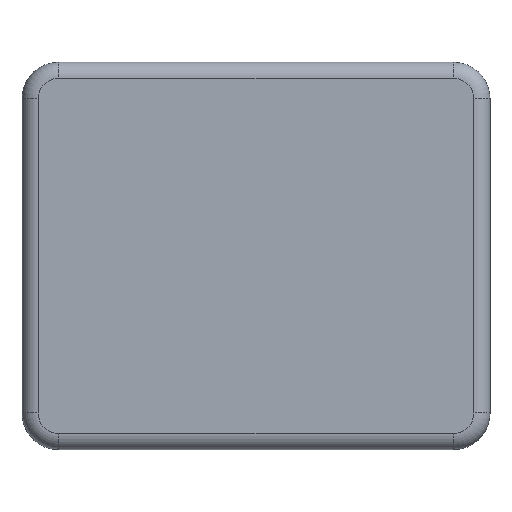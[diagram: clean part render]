
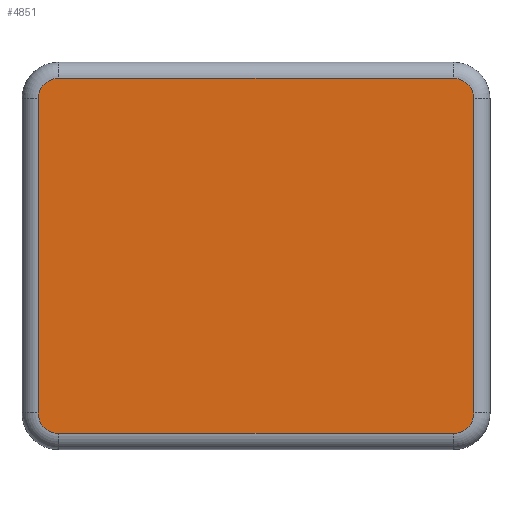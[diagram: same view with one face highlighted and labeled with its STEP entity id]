
A CAD part, top view. The second image highlights one B-rep face of the part: STEP entity #4851.
In plain terms, the highlighted planar face has unit normal (0, 0, 1).
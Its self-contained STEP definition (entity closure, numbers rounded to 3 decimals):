
#1175 = VERTEX_POINT('',#1176);
#1176 = CARTESIAN_POINT('',(-49.,-44.1,30.));
#1183 = EDGE_CURVE('',#1175,#1184,#1186,.T.);
#1184 = VERTEX_POINT('',#1185);
#1185 = CARTESIAN_POINT('',(49.,-44.1,30.));
#1186 = LINE('',#1187,#1188);
#1187 = CARTESIAN_POINT('',(-49.,-44.1,30.));
#1188 = VECTOR('',#1189,1.);
#1189 = DIRECTION('',(1.,0.,0.));
#4830 = VERTEX_POINT('',#4831);
#4831 = CARTESIAN_POINT('',(-54.1,-39.,30.));
#4840 = EDGE_CURVE('',#4830,#1175,#4841,.T.);
#4841 = CIRCLE('',#4842,5.1);
#4842 = AXIS2_PLACEMENT_3D('',#4843,#4844,#4845);
#4843 = CARTESIAN_POINT('',(-49.,-39.,30.));
#4844 = DIRECTION('',(0.,0.,1.));
#4845 = DIRECTION('',(-1.,0.,0.));
#4851 = ADVANCED_FACE('',(#4852),#4905,.T.);
#4852 = FACE_BOUND('',#4853,.T.);
#4853 = EDGE_LOOP('',(#4854,#4855,#4864,#4872,#4881,#4889,#4898,#4904));
#4854 = ORIENTED_EDGE('',*,*,#1183,.T.);
#4855 = ORIENTED_EDGE('',*,*,#4856,.T.);
#4856 = EDGE_CURVE('',#1184,#4857,#4859,.T.);
#4857 = VERTEX_POINT('',#4858);
#4858 = CARTESIAN_POINT('',(54.1,-39.,30.));
#4859 = CIRCLE('',#4860,5.1);
#4860 = AXIS2_PLACEMENT_3D('',#4861,#4862,#4863);
#4861 = CARTESIAN_POINT('',(49.,-39.,30.));
#4862 = DIRECTION('',(-0.,0.,1.));
#4863 = DIRECTION('',(0.,-1.,0.));
#4864 = ORIENTED_EDGE('',*,*,#4865,.T.);
#4865 = EDGE_CURVE('',#4857,#4866,#4868,.T.);
#4866 = VERTEX_POINT('',#4867);
#4867 = CARTESIAN_POINT('',(54.1,39.,30.));
#4868 = LINE('',#4869,#4870);
#4869 = CARTESIAN_POINT('',(54.1,-39.,30.));
#4870 = VECTOR('',#4871,1.);
#4871 = DIRECTION('',(0.,1.,0.));
#4872 = ORIENTED_EDGE('',*,*,#4873,.T.);
#4873 = EDGE_CURVE('',#4866,#4874,#4876,.T.);
#4874 = VERTEX_POINT('',#4875);
#4875 = CARTESIAN_POINT('',(49.,44.1,30.));
#4876 = CIRCLE('',#4877,5.1);
#4877 = AXIS2_PLACEMENT_3D('',#4878,#4879,#4880);
#4878 = CARTESIAN_POINT('',(49.,39.,30.));
#4879 = DIRECTION('',(0.,0.,1.));
#4880 = DIRECTION('',(1.,0.,0.));
#4881 = ORIENTED_EDGE('',*,*,#4882,.T.);
#4882 = EDGE_CURVE('',#4874,#4883,#4885,.T.);
#4883 = VERTEX_POINT('',#4884);
#4884 = CARTESIAN_POINT('',(-49.,44.1,30.));
#4885 = LINE('',#4886,#4887);
#4886 = CARTESIAN_POINT('',(49.,44.1,30.));
#4887 = VECTOR('',#4888,1.);
#4888 = DIRECTION('',(-1.,0.,0.));
#4889 = ORIENTED_EDGE('',*,*,#4890,.T.);
#4890 = EDGE_CURVE('',#4883,#4891,#4893,.T.);
#4891 = VERTEX_POINT('',#4892);
#4892 = CARTESIAN_POINT('',(-54.1,39.,30.));
#4893 = CIRCLE('',#4894,5.1);
#4894 = AXIS2_PLACEMENT_3D('',#4895,#4896,#4897);
#4895 = CARTESIAN_POINT('',(-49.,39.,30.));
#4896 = DIRECTION('',(0.,-0.,1.));
#4897 = DIRECTION('',(0.,1.,0.));
#4898 = ORIENTED_EDGE('',*,*,#4899,.T.);
#4899 = EDGE_CURVE('',#4891,#4830,#4900,.T.);
#4900 = LINE('',#4901,#4902);
#4901 = CARTESIAN_POINT('',(-54.1,39.,30.));
#4902 = VECTOR('',#4903,1.);
#4903 = DIRECTION('',(0.,-1.,0.));
#4904 = ORIENTED_EDGE('',*,*,#4840,.T.);
#4905 = PLANE('',#4906);
#4906 = AXIS2_PLACEMENT_3D('',#4907,#4908,#4909);
#4907 = CARTESIAN_POINT('',(0.,0.,30.));
#4908 = DIRECTION('',(0.,0.,1.));
#4909 = DIRECTION('',(1.,0.,0.));
